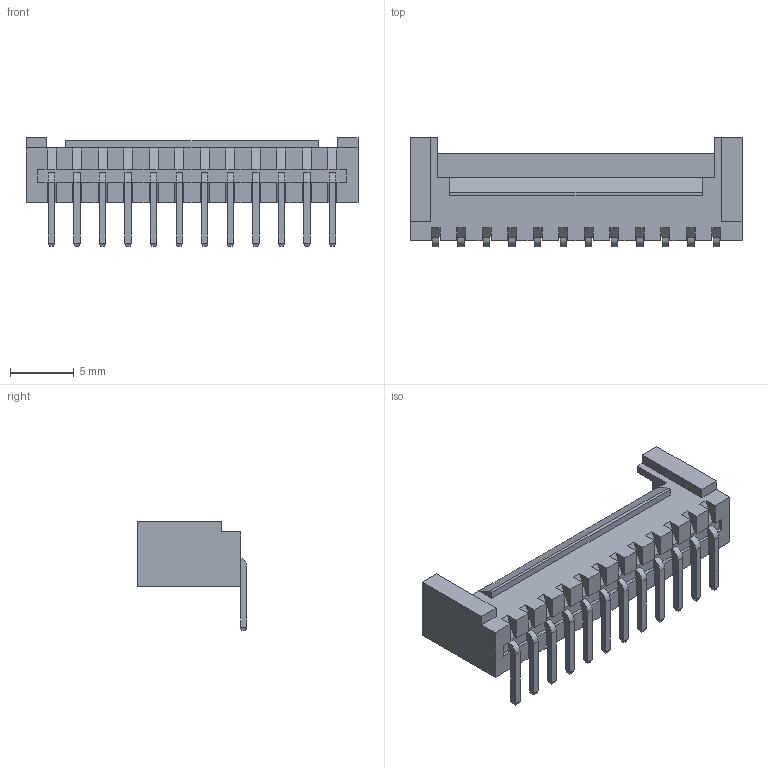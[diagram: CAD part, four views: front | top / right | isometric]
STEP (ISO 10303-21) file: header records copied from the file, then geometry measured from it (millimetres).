
FILE_DESCRIPTION (( 'STEP AP214' ), '1' );
FILE_NAME ('FWF20018-S12B22W1B-REF.STEP', '2025-03-20T10:13:36', ( '' ), ( '' ), 'SwSTEP 2.0', 'SolidWorks 2021', '' );
FILE_SCHEMA (( 'AUTOMOTIVE_DESIGN' ));
Length unit declared in the file: millimetre
Products named in the file (1): FWF20018-S12B22W1B-REF
Bounding box: 26 x 8.6 x 8.5 mm (x, y, z)
Volume: 388.6 mm3; surface area: 1166.7 mm2
Topology: 1 solids, 1 shells, 397 faces, 967 edges, 596 vertices
Faces by surface type: plane 373, cylinder 24
Entity records: 11275 total; most frequent: CARTESIAN_POINT 1961, ORIENTED_EDGE 1934, DIRECTION 1811, EDGE_CURVE 967, VECTOR 919, LINE 919, VERTEX_POINT 596, AXIS2_PLACEMENT_3D 446
